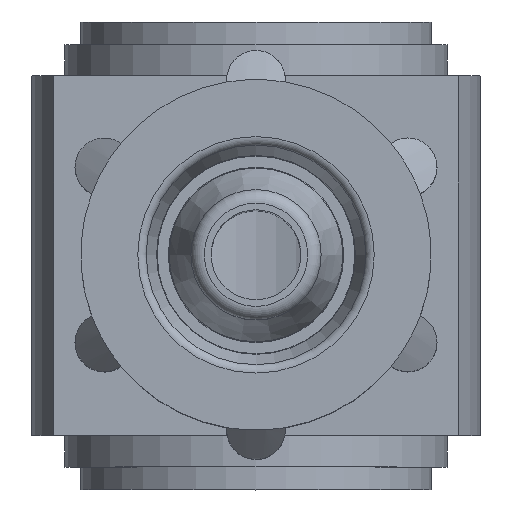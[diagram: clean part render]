
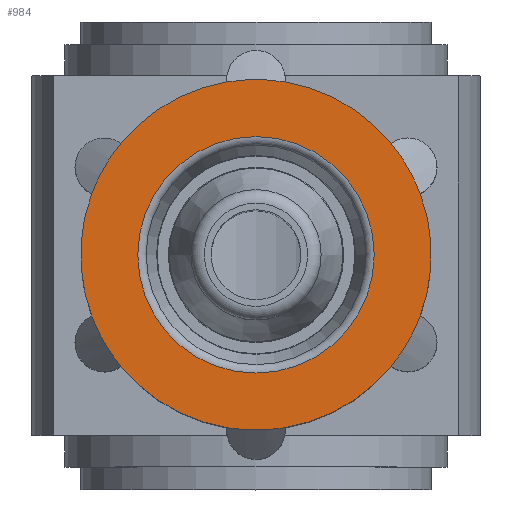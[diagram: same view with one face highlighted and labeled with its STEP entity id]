
A CAD part, top view. The second image highlights one B-rep face of the part: STEP entity #984.
In plain terms, the highlighted face is planar.
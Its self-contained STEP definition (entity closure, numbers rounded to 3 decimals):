
#149=PLANE('',#1134);
#304=ORIENTED_EDGE('',*,*,#485,.F.);
#305=ORIENTED_EDGE('',*,*,#486,.T.);
#306=ORIENTED_EDGE('',*,*,#487,.T.);
#307=ORIENTED_EDGE('',*,*,#488,.T.);
#308=ORIENTED_EDGE('',*,*,#489,.T.);
#309=ORIENTED_EDGE('',*,*,#490,.T.);
#310=ORIENTED_EDGE('',*,*,#491,.T.);
#311=ORIENTED_EDGE('',*,*,#492,.T.);
#312=ORIENTED_EDGE('',*,*,#493,.T.);
#313=ORIENTED_EDGE('',*,*,#494,.T.);
#314=ORIENTED_EDGE('',*,*,#495,.T.);
#315=ORIENTED_EDGE('',*,*,#496,.T.);
#316=ORIENTED_EDGE('',*,*,#497,.T.);
#485=EDGE_CURVE('',#594,#594,#662,.T.);
#486=EDGE_CURVE('',#595,#596,#663,.T.);
#487=EDGE_CURVE('',#596,#597,#664,.F.);
#488=EDGE_CURVE('',#597,#598,#665,.T.);
#489=EDGE_CURVE('',#598,#599,#666,.F.);
#490=EDGE_CURVE('',#599,#600,#667,.T.);
#491=EDGE_CURVE('',#600,#601,#668,.F.);
#492=EDGE_CURVE('',#601,#602,#669,.T.);
#493=EDGE_CURVE('',#602,#603,#670,.F.);
#494=EDGE_CURVE('',#603,#604,#671,.T.);
#495=EDGE_CURVE('',#604,#605,#672,.F.);
#496=EDGE_CURVE('',#605,#606,#673,.T.);
#497=EDGE_CURVE('',#606,#595,#674,.F.);
#594=VERTEX_POINT('',#1730);
#595=VERTEX_POINT('',#1732);
#596=VERTEX_POINT('',#1733);
#597=VERTEX_POINT('',#1735);
#598=VERTEX_POINT('',#1737);
#599=VERTEX_POINT('',#1739);
#600=VERTEX_POINT('',#1741);
#601=VERTEX_POINT('',#1743);
#602=VERTEX_POINT('',#1745);
#603=VERTEX_POINT('',#1747);
#604=VERTEX_POINT('',#1749);
#605=VERTEX_POINT('',#1751);
#606=VERTEX_POINT('',#1753);
#662=CIRCLE('',#1135,2.631);
#663=CIRCLE('',#1136,3.9);
#664=CIRCLE('',#1137,3.9);
#665=CIRCLE('',#1138,3.9);
#666=CIRCLE('',#1139,3.9);
#667=CIRCLE('',#1140,3.9);
#668=CIRCLE('',#1141,3.9);
#669=CIRCLE('',#1142,3.9);
#670=CIRCLE('',#1143,3.9);
#671=CIRCLE('',#1144,3.9);
#672=CIRCLE('',#1145,3.9);
#673=CIRCLE('',#1146,3.9);
#674=CIRCLE('',#1147,3.9);
#760=EDGE_LOOP('',(#304));
#761=EDGE_LOOP('',(#305,#306,#307,#308,#309,#310,#311,#312,#313,#314,#315,
#316));
#870=FACE_BOUND('',#760,.T.);
#871=FACE_BOUND('',#761,.T.);
#984=ADVANCED_FACE('',(#870,#871),#149,.F.);
#1134=AXIS2_PLACEMENT_3D('',#1728,#1381,#1382);
#1135=AXIS2_PLACEMENT_3D('',#1729,#1383,#1384);
#1136=AXIS2_PLACEMENT_3D('',#1731,#1385,#1386);
#1137=AXIS2_PLACEMENT_3D('',#1734,#1387,#1388);
#1138=AXIS2_PLACEMENT_3D('',#1736,#1389,#1390);
#1139=AXIS2_PLACEMENT_3D('',#1738,#1391,#1392);
#1140=AXIS2_PLACEMENT_3D('',#1740,#1393,#1394);
#1141=AXIS2_PLACEMENT_3D('',#1742,#1395,#1396);
#1142=AXIS2_PLACEMENT_3D('',#1744,#1397,#1398);
#1143=AXIS2_PLACEMENT_3D('',#1746,#1399,#1400);
#1144=AXIS2_PLACEMENT_3D('',#1748,#1401,#1402);
#1145=AXIS2_PLACEMENT_3D('',#1750,#1403,#1404);
#1146=AXIS2_PLACEMENT_3D('',#1752,#1405,#1406);
#1147=AXIS2_PLACEMENT_3D('',#1754,#1407,#1408);
#1381=DIRECTION('',(-1.,0.,0.));
#1382=DIRECTION('',(0.,0.,1.));
#1383=DIRECTION('',(1.,0.,0.));
#1384=DIRECTION('',(0.,0.,-1.));
#1385=DIRECTION('',(1.,0.,0.));
#1386=DIRECTION('',(0.,0.,-1.));
#1387=DIRECTION('',(-1.,0.,0.));
#1388=DIRECTION('',(0.,0.,1.));
#1389=DIRECTION('',(1.,0.,0.));
#1390=DIRECTION('',(0.,0.,-1.));
#1391=DIRECTION('',(-1.,0.,0.));
#1392=DIRECTION('',(0.,0.,1.));
#1393=DIRECTION('',(1.,0.,0.));
#1394=DIRECTION('',(0.,0.,-1.));
#1395=DIRECTION('',(-1.,0.,0.));
#1396=DIRECTION('',(0.,0.,1.));
#1397=DIRECTION('',(1.,0.,0.));
#1398=DIRECTION('',(0.,0.,-1.));
#1399=DIRECTION('',(-1.,0.,0.));
#1400=DIRECTION('',(0.,0.,1.));
#1401=DIRECTION('',(1.,0.,0.));
#1402=DIRECTION('',(0.,0.,-1.));
#1403=DIRECTION('',(-1.,0.,0.));
#1404=DIRECTION('',(0.,0.,1.));
#1405=DIRECTION('',(1.,0.,0.));
#1406=DIRECTION('',(0.,0.,-1.));
#1407=DIRECTION('',(-1.,0.,0.));
#1408=DIRECTION('',(0.,0.,1.));
#1728=CARTESIAN_POINT('',(8.5,3.85,0.));
#1729=CARTESIAN_POINT('',(8.5,0.,0.));
#1730=CARTESIAN_POINT('',(8.5,0.,-2.631));
#1731=CARTESIAN_POINT('',(8.5,0.,0.));
#1732=CARTESIAN_POINT('',(8.5,1.362,3.654));
#1733=CARTESIAN_POINT('',(8.5,-1.362,3.654));
#1734=CARTESIAN_POINT('',(8.5,0.,0.));
#1735=CARTESIAN_POINT('',(8.5,-2.484,3.007));
#1736=CARTESIAN_POINT('',(8.5,0.,0.));
#1737=CARTESIAN_POINT('',(8.5,-3.846,0.648));
#1738=CARTESIAN_POINT('',(8.5,0.,0.));
#1739=CARTESIAN_POINT('',(8.5,-3.846,-0.648));
#1740=CARTESIAN_POINT('',(8.5,0.,0.));
#1741=CARTESIAN_POINT('',(8.5,-2.484,-3.007));
#1742=CARTESIAN_POINT('',(8.5,0.,0.));
#1743=CARTESIAN_POINT('',(8.5,-1.362,-3.654));
#1744=CARTESIAN_POINT('',(8.5,0.,0.));
#1745=CARTESIAN_POINT('',(8.5,1.362,-3.654));
#1746=CARTESIAN_POINT('',(8.5,0.,0.));
#1747=CARTESIAN_POINT('',(8.5,2.484,-3.007));
#1748=CARTESIAN_POINT('',(8.5,0.,0.));
#1749=CARTESIAN_POINT('',(8.5,3.846,-0.648));
#1750=CARTESIAN_POINT('',(8.5,0.,0.));
#1751=CARTESIAN_POINT('',(8.5,3.846,0.648));
#1752=CARTESIAN_POINT('',(8.5,0.,0.));
#1753=CARTESIAN_POINT('',(8.5,2.484,3.007));
#1754=CARTESIAN_POINT('',(8.5,0.,0.));
